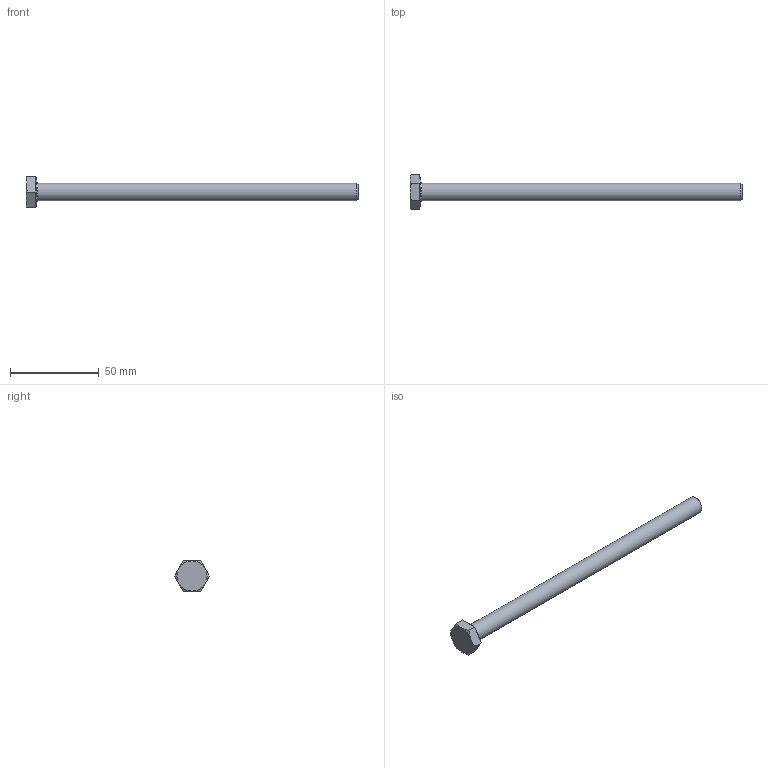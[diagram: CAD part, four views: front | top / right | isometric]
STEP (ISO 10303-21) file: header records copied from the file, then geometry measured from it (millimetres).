
FILE_DESCRIPTION(/* description */ (''),/* implementation_level */ '2;1');
FILE_NAME(/* name */ 'HI_Hexagon bolt DIN 931-1 M10x1810.step',/* time_stamp */ '2023-12-15T19:00:10+05:30',/* author */ (''),/* organization */ (''),/* preprocessor_version */ 'ST-DEVELOPER v20',/* originating_system */ 'Autodesk Translation Framework v12.14.0.127',/* authorisation */ '');
FILE_SCHEMA (('AUTOMOTIVE_DESIGN { 1 0 10303 214 3 1 1 }'));
Length unit declared in the file: millimetre
Products named in the file (1): HI_Hexagon bolt DIN 931-1 M10x1810
Bounding box: 187.4 x 19.63 x 17 mm (x, y, z)
Volume: 15736.9 mm3; surface area: 6518 mm2
Topology: 1 solids, 1 shells, 20 faces, 41 edges, 25 vertices
Faces by surface type: plane 10, cone 7, cylinder 2, torus 1
Full cylindrical faces by diameter (mm): 10 x1, 16 x1
Entity records: 571 total; most frequent: CARTESIAN_POINT 111, DIRECTION 85, ORIENTED_EDGE 82, EDGE_CURVE 41, AXIS2_PLACEMENT_3D 35, VERTEX_POINT 25, EDGE_LOOP 22, STYLED_ITEM 21
